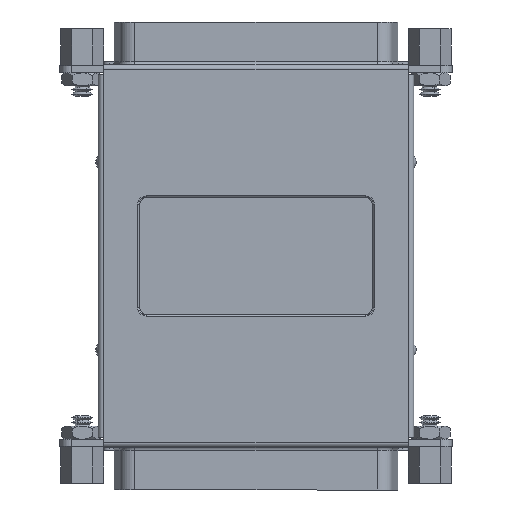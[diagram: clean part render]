
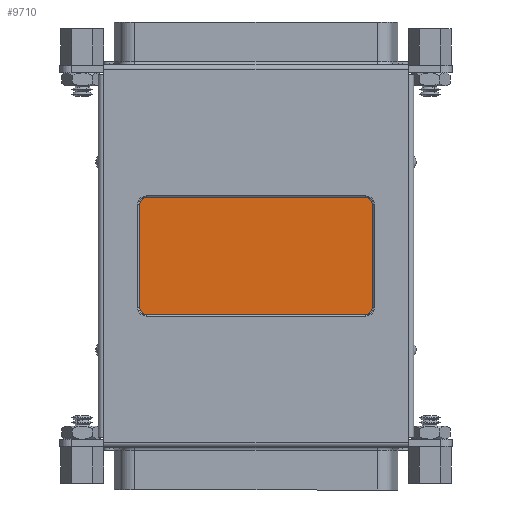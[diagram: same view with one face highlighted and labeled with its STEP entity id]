
A CAD part, front view. The second image highlights one B-rep face of the part: STEP entity #9710.
In plain terms, the highlighted face is planar.
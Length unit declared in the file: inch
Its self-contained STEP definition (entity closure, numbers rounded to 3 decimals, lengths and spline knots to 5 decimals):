
#16 = DIRECTION ( 'NONE',  ( 0., 0., 1. ) ) ;
#96 = ORIENTED_EDGE ( 'NONE', *, *, #3824, .T. ) ;
#295 = CARTESIAN_POINT ( 'NONE',  ( 0.62, -0.01, 0.275 ) ) ;
#319 = AXIS2_PLACEMENT_3D ( 'NONE', #3565, #7290, #16 ) ;
#481 = DIRECTION ( 'NONE',  ( 0., 0., 1. ) ) ;
#759 = LINE ( 'NONE', #8087, #12375 ) ;
#1192 = CARTESIAN_POINT ( 'NONE',  ( 0.585, -0.01, -0.31 ) ) ;
#1545 = CARTESIAN_POINT ( 'NONE',  ( -0.585, -0.01, 0.31 ) ) ;
#1689 = CARTESIAN_POINT ( 'NONE',  ( -0.62, -0.01, 0.275 ) ) ;
#1748 = DIRECTION ( 'NONE',  ( 0., 0., -1. ) ) ;
#2170 = VERTEX_POINT ( 'NONE', #295 ) ;
#2407 = ORIENTED_EDGE ( 'NONE', *, *, #7218, .T. ) ;
#2638 = DIRECTION ( 'NONE',  ( 0., 1., 0. ) ) ;
#2824 = EDGE_CURVE ( 'NONE', #8270, #2170, #13794, .T. ) ;
#2846 = CARTESIAN_POINT ( 'NONE',  ( -0.585, -0.01, -0.275 ) ) ;
#3048 = ORIENTED_EDGE ( 'NONE', *, *, #12551, .T. ) ;
#3186 = VERTEX_POINT ( 'NONE', #4309 ) ;
#3257 = VECTOR ( 'NONE', #11607, 39.37008 ) ;
#3551 = CIRCLE ( 'NONE', #13109, 0.035 ) ;
#3565 = CARTESIAN_POINT ( 'NONE',  ( 0.585, -0.01, 0.275 ) ) ;
#3699 = VERTEX_POINT ( 'NONE', #1192 ) ;
#3797 = ORIENTED_EDGE ( 'NONE', *, *, #4060, .T. ) ;
#3824 = EDGE_CURVE ( 'NONE', #2170, #9299, #11656, .T. ) ;
#3843 = VERTEX_POINT ( 'NONE', #6634 ) ;
#3992 = ORIENTED_EDGE ( 'NONE', *, *, #13409, .T. ) ;
#4060 = EDGE_CURVE ( 'NONE', #8658, #6954, #4694, .T. ) ;
#4300 = AXIS2_PLACEMENT_3D ( 'NONE', #13282, #10008, #7472 ) ;
#4309 = CARTESIAN_POINT ( 'NONE',  ( -0.62, -0.01, -0.275 ) ) ;
#4380 = DIRECTION ( 'NONE',  ( 0., 0., 1. ) ) ;
#4429 = AXIS2_PLACEMENT_3D ( 'NONE', #11414, #2638, #481 ) ;
#4694 = CIRCLE ( 'NONE', #4429, 0.035 ) ;
#5321 = ORIENTED_EDGE ( 'NONE', *, *, #9122, .T. ) ;
#5770 = PLANE ( 'NONE',  #4300 ) ;
#6305 = CARTESIAN_POINT ( 'NONE',  ( 0.62, -0.01, -0.275 ) ) ;
#6410 = AXIS2_PLACEMENT_3D ( 'NONE', #2846, #7878, #4380 ) ;
#6634 = CARTESIAN_POINT ( 'NONE',  ( -0.585, -0.01, -0.31 ) ) ;
#6954 = VERTEX_POINT ( 'NONE', #1545 ) ;
#7218 = EDGE_CURVE ( 'NONE', #3186, #8658, #7450, .T. ) ;
#7290 = DIRECTION ( 'NONE',  ( 0., 1., 0. ) ) ;
#7450 = LINE ( 'NONE', #13653, #9727 ) ;
#7455 = CIRCLE ( 'NONE', #6410, 0.035 ) ;
#7472 = DIRECTION ( 'NONE',  ( 0., 0., 1. ) ) ;
#7858 = DIRECTION ( 'NONE',  ( 0., 0., 1. ) ) ;
#7878 = DIRECTION ( 'NONE',  ( 0., 1., 0. ) ) ;
#7956 = LINE ( 'NONE', #15215, #3257 ) ;
#8087 = CARTESIAN_POINT ( 'NONE',  ( 0.585, -0.01, -0.31 ) ) ;
#8270 = VERTEX_POINT ( 'NONE', #14920 ) ;
#8598 = EDGE_CURVE ( 'NONE', #6954, #8270, #7956, .T. ) ;
#8658 = VERTEX_POINT ( 'NONE', #1689 ) ;
#8973 = ORIENTED_EDGE ( 'NONE', *, *, #2824, .T. ) ;
#9105 = CARTESIAN_POINT ( 'NONE',  ( 0.585, -0.01, -0.275 ) ) ;
#9122 = EDGE_CURVE ( 'NONE', #9299, #3699, #3551, .T. ) ;
#9299 = VERTEX_POINT ( 'NONE', #6305 ) ;
#9710 = ADVANCED_FACE ( 'NONE', ( #10887 ), #5770, .T. ) ;
#9727 = VECTOR ( 'NONE', #12373, 39.37008 ) ;
#10008 = DIRECTION ( 'NONE',  ( 0., 1., 0. ) ) ;
#10403 = DIRECTION ( 'NONE',  ( 0., 1., 0. ) ) ;
#10613 = ORIENTED_EDGE ( 'NONE', *, *, #8598, .T. ) ;
#10887 = FACE_OUTER_BOUND ( 'NONE', #15323, .T. ) ;
#11414 = CARTESIAN_POINT ( 'NONE',  ( -0.585, -0.01, 0.275 ) ) ;
#11607 = DIRECTION ( 'NONE',  ( 1., 0., 0. ) ) ;
#11656 = LINE ( 'NONE', #14146, #12176 ) ;
#12176 = VECTOR ( 'NONE', #1748, 39.37008 ) ;
#12373 = DIRECTION ( 'NONE',  ( 0., 0., 1. ) ) ;
#12375 = VECTOR ( 'NONE', #13014, 39.37008 ) ;
#12551 = EDGE_CURVE ( 'NONE', #3843, #3186, #7455, .T. ) ;
#13014 = DIRECTION ( 'NONE',  ( -1., 0., 0. ) ) ;
#13109 = AXIS2_PLACEMENT_3D ( 'NONE', #9105, #10403, #7858 ) ;
#13282 = CARTESIAN_POINT ( 'NONE',  ( 0.585, -0.01, -0.275 ) ) ;
#13409 = EDGE_CURVE ( 'NONE', #3699, #3843, #759, .T. ) ;
#13653 = CARTESIAN_POINT ( 'NONE',  ( -0.62, -0.01, -0.275 ) ) ;
#13794 = CIRCLE ( 'NONE', #319, 0.035 ) ;
#14146 = CARTESIAN_POINT ( 'NONE',  ( 0.62, -0.01, -0.275 ) ) ;
#14920 = CARTESIAN_POINT ( 'NONE',  ( 0.585, -0.01, 0.31 ) ) ;
#15215 = CARTESIAN_POINT ( 'NONE',  ( 0.585, -0.01, 0.31 ) ) ;
#15323 = EDGE_LOOP ( 'NONE', ( #10613, #8973, #96, #5321, #3992, #3048, #2407, #3797 ) ) ;
